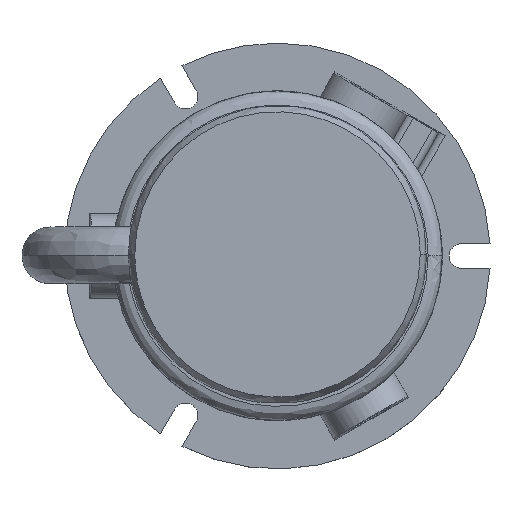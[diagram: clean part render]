
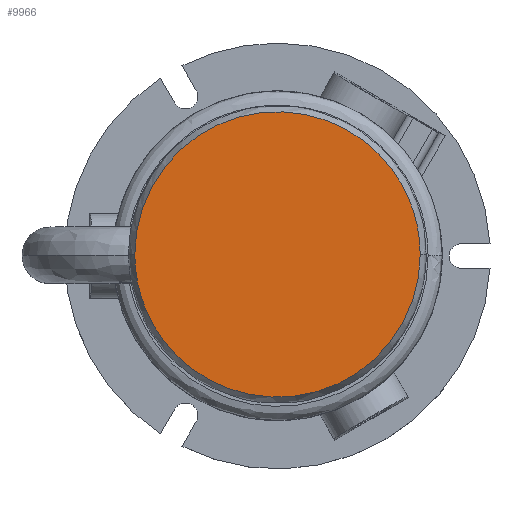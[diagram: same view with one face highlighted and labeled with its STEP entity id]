
A CAD part, top view. The second image highlights one B-rep face of the part: STEP entity #9966.
In plain terms, the highlighted planar face has unit normal (0, 0, 1).
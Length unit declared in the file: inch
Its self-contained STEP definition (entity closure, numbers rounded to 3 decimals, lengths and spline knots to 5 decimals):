
#913 = AXIS2_PLACEMENT_3D ( 'NONE', #13466, #9153, #2734 ) ;
#983 = VERTEX_POINT ( 'NONE', #8977 ) ;
#1691 = CARTESIAN_POINT ( 'NONE',  ( 2.51382, 0., 7.75 ) ) ;
#1707 = FACE_OUTER_BOUND ( 'NONE', #1826, .T. ) ;
#1826 = EDGE_LOOP ( 'NONE', ( #6976, #4635 ) ) ;
#2420 =( BOUNDED_CURVE ( )  B_SPLINE_CURVE ( 3, ( #11934, #7709, #8823, #9919 ),
 .UNSPECIFIED., .F., .F. ) 
 B_SPLINE_CURVE_WITH_KNOTS ( ( 4, 4 ),
 ( 0., 0.19959 ),
 .UNSPECIFIED. ) 
 CURVE ( )  GEOMETRIC_REPRESENTATION_ITEM ( )  RATIONAL_B_SPLINE_CURVE ( ( 0.957, 0.319, 0.319, 0.957 ) ) 
 REPRESENTATION_ITEM ( '' )  );
#2595 =( BOUNDED_CURVE ( )  B_SPLINE_CURVE ( 3, ( #1691, #12453, #10279, #11257 ),
 .UNSPECIFIED., .F., .F. ) 
 B_SPLINE_CURVE_WITH_KNOTS ( ( 4, 4 ),
 ( 0., 0.19959 ),
 .UNSPECIFIED. ) 
 CURVE ( )  GEOMETRIC_REPRESENTATION_ITEM ( )  RATIONAL_B_SPLINE_CURVE ( ( 0.957, 0.319, 0.319, 0.957 ) ) 
 REPRESENTATION_ITEM ( '' )  );
#2734 = DIRECTION ( 'NONE',  ( 1., 0., 0. ) ) ;
#4635 = ORIENTED_EDGE ( 'NONE', *, *, #13494, .F. ) ;
#5106 = VERTEX_POINT ( 'NONE', #10195 ) ;
#6976 = ORIENTED_EDGE ( 'NONE', *, *, #12076, .F. ) ;
#7709 = CARTESIAN_POINT ( 'NONE',  ( -2.51382, 5.02765, 7.75 ) ) ;
#8823 = CARTESIAN_POINT ( 'NONE',  ( 2.51382, 5.02765, 7.75 ) ) ;
#8977 = CARTESIAN_POINT ( 'NONE',  ( 2.51382, 0., 7.75 ) ) ;
#9153 = DIRECTION ( 'NONE',  ( 0., 0., 1. ) ) ;
#9919 = CARTESIAN_POINT ( 'NONE',  ( 2.51382, 0., 7.75 ) ) ;
#9966 = ADVANCED_FACE ( 'NONE', ( #1707 ), #12366, .T. ) ;
#10195 = CARTESIAN_POINT ( 'NONE',  ( -2.51382, 0., 7.75 ) ) ;
#10279 = CARTESIAN_POINT ( 'NONE',  ( -2.51382, -5.02765, 7.75 ) ) ;
#11257 = CARTESIAN_POINT ( 'NONE',  ( -2.51382, 0., 7.75 ) ) ;
#11934 = CARTESIAN_POINT ( 'NONE',  ( -2.51382, 0., 7.75 ) ) ;
#12076 = EDGE_CURVE ( 'NONE', #983, #5106, #2595, .T. ) ;
#12366 = PLANE ( 'NONE',  #913 ) ;
#12453 = CARTESIAN_POINT ( 'NONE',  ( 2.51382, -5.02765, 7.75 ) ) ;
#13466 = CARTESIAN_POINT ( 'NONE',  ( -2.54399, -2.54399, 7.75 ) ) ;
#13494 = EDGE_CURVE ( 'NONE', #5106, #983, #2420, .T. ) ;
